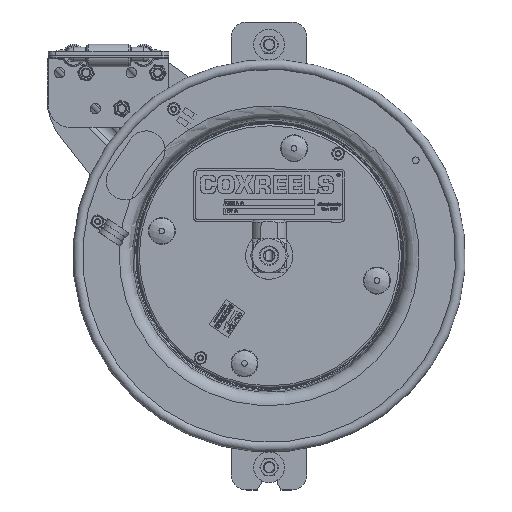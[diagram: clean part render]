
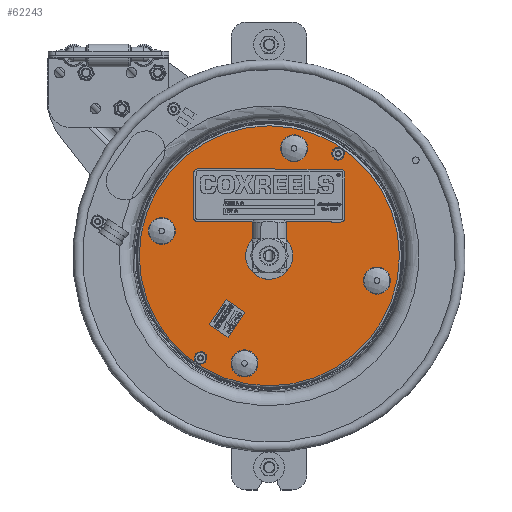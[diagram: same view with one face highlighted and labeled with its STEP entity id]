
A CAD part, top view. The second image highlights one B-rep face of the part: STEP entity #62243.
In plain terms, the highlighted planar face has unit normal (0, 0, 1).
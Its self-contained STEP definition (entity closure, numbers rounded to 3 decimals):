
#3282=FACE_BOUND('',#7650,.T.);
#3283=FACE_BOUND('',#7651,.T.);
#3284=FACE_BOUND('',#7652,.T.);
#3285=FACE_BOUND('',#7653,.T.);
#3286=FACE_BOUND('',#7654,.T.);
#3287=FACE_BOUND('',#7655,.T.);
#3288=FACE_BOUND('',#7656,.T.);
#3726=PLANE('',#65141);
#5154=FACE_OUTER_BOUND('',#7649,.T.);
#7649=EDGE_LOOP('',(#43915,#43916));
#7650=EDGE_LOOP('',(#43917));
#7651=EDGE_LOOP('',(#43918,#43919));
#7652=EDGE_LOOP('',(#43920,#43921));
#7653=EDGE_LOOP('',(#43922,#43923));
#7654=EDGE_LOOP('',(#43924,#43925));
#7655=EDGE_LOOP('',(#43926));
#7656=EDGE_LOOP('',(#43927));
#23085=CIRCLE('',#65129,0.447);
#23087=CIRCLE('',#65131,0.447);
#23091=CIRCLE('',#65138,0.447);
#23093=CIRCLE('',#65140,0.447);
#23094=CIRCLE('',#65142,4.308);
#23095=CIRCLE('',#65143,4.308);
#23096=CIRCLE('',#65144,0.656);
#23097=CIRCLE('',#65145,0.447);
#23098=CIRCLE('',#65146,0.447);
#23099=CIRCLE('',#65147,0.447);
#23100=CIRCLE('',#65148,0.447);
#23101=CIRCLE('',#65149,0.11);
#23102=CIRCLE('',#65150,0.11);
#24969=VERTEX_POINT('',#83413);
#24970=VERTEX_POINT('',#83414);
#24974=VERTEX_POINT('',#83427);
#24975=VERTEX_POINT('',#83428);
#24976=VERTEX_POINT('',#83433);
#24977=VERTEX_POINT('',#83434);
#24978=VERTEX_POINT('',#83437);
#24979=VERTEX_POINT('',#83439);
#24980=VERTEX_POINT('',#83440);
#24981=VERTEX_POINT('',#83443);
#24982=VERTEX_POINT('',#83444);
#24983=VERTEX_POINT('',#83447);
#24984=VERTEX_POINT('',#83449);
#33058=EDGE_CURVE('',#24969,#24970,#23085,.T.);
#33060=EDGE_CURVE('',#24970,#24969,#23087,.T.);
#33064=EDGE_CURVE('',#24974,#24975,#23091,.T.);
#33066=EDGE_CURVE('',#24975,#24974,#23093,.T.);
#33067=EDGE_CURVE('',#24976,#24977,#23094,.T.);
#33068=EDGE_CURVE('',#24977,#24976,#23095,.T.);
#33069=EDGE_CURVE('',#24978,#24978,#23096,.T.);
#33070=EDGE_CURVE('',#24979,#24980,#23097,.T.);
#33071=EDGE_CURVE('',#24980,#24979,#23098,.T.);
#33072=EDGE_CURVE('',#24981,#24982,#23099,.T.);
#33073=EDGE_CURVE('',#24982,#24981,#23100,.T.);
#33074=EDGE_CURVE('',#24983,#24983,#23101,.T.);
#33075=EDGE_CURVE('',#24984,#24984,#23102,.T.);
#43915=ORIENTED_EDGE('',*,*,#33067,.F.);
#43916=ORIENTED_EDGE('',*,*,#33068,.F.);
#43917=ORIENTED_EDGE('',*,*,#33069,.T.);
#43918=ORIENTED_EDGE('',*,*,#33064,.F.);
#43919=ORIENTED_EDGE('',*,*,#33066,.F.);
#43920=ORIENTED_EDGE('',*,*,#33070,.F.);
#43921=ORIENTED_EDGE('',*,*,#33071,.F.);
#43922=ORIENTED_EDGE('',*,*,#33058,.F.);
#43923=ORIENTED_EDGE('',*,*,#33060,.F.);
#43924=ORIENTED_EDGE('',*,*,#33072,.F.);
#43925=ORIENTED_EDGE('',*,*,#33073,.F.);
#43926=ORIENTED_EDGE('',*,*,#33074,.T.);
#43927=ORIENTED_EDGE('',*,*,#33075,.T.);
#62243=ADVANCED_FACE('',(#5154,#3282,#3283,#3284,#3285,#3286,#3287,#3288),
#3726,.T.);
#65129=AXIS2_PLACEMENT_3D('',#83415,#69267,#69268);
#65131=AXIS2_PLACEMENT_3D('',#83417,#69271,#69272);
#65138=AXIS2_PLACEMENT_3D('',#83429,#69285,#69286);
#65140=AXIS2_PLACEMENT_3D('',#83431,#69289,#69290);
#65141=AXIS2_PLACEMENT_3D('',#83432,#69291,#69292);
#65142=AXIS2_PLACEMENT_3D('',#83435,#69293,#69294);
#65143=AXIS2_PLACEMENT_3D('',#83436,#69295,#69296);
#65144=AXIS2_PLACEMENT_3D('',#83438,#69297,#69298);
#65145=AXIS2_PLACEMENT_3D('',#83441,#69299,#69300);
#65146=AXIS2_PLACEMENT_3D('',#83442,#69301,#69302);
#65147=AXIS2_PLACEMENT_3D('',#83445,#69303,#69304);
#65148=AXIS2_PLACEMENT_3D('',#83446,#69305,#69306);
#65149=AXIS2_PLACEMENT_3D('',#83448,#69307,#69308);
#65150=AXIS2_PLACEMENT_3D('',#83450,#69309,#69310);
#69267=DIRECTION('center_axis',(0.,0.,
1.));
#69268=DIRECTION('ref_axis',(0.94,-0.342,0.));
#69271=DIRECTION('center_axis',(0.,0.,
1.));
#69272=DIRECTION('ref_axis',(0.94,-0.342,0.));
#69285=DIRECTION('center_axis',(0.,0.,
1.));
#69286=DIRECTION('ref_axis',(0.94,-0.342,0.));
#69289=DIRECTION('center_axis',(0.,0.,
1.));
#69290=DIRECTION('ref_axis',(0.94,-0.342,0.));
#69291=DIRECTION('center_axis',(0.,0.,
1.));
#69292=DIRECTION('ref_axis',(-0.342,-0.94,0.));
#69293=DIRECTION('center_axis',(0.,0.,
-1.));
#69294=DIRECTION('ref_axis',(-0.94,0.342,0.));
#69295=DIRECTION('center_axis',(0.,0.,
-1.));
#69296=DIRECTION('ref_axis',(-0.94,0.342,0.));
#69297=DIRECTION('center_axis',(0.,0.,
-1.));
#69298=DIRECTION('ref_axis',(-0.94,0.342,0.));
#69299=DIRECTION('center_axis',(0.,0.,
1.));
#69300=DIRECTION('ref_axis',(0.94,-0.342,0.));
#69301=DIRECTION('center_axis',(0.,0.,
1.));
#69302=DIRECTION('ref_axis',(0.94,-0.342,0.));
#69303=DIRECTION('center_axis',(0.,0.,
1.));
#69304=DIRECTION('ref_axis',(0.94,-0.342,0.));
#69305=DIRECTION('center_axis',(0.,0.,
1.));
#69306=DIRECTION('ref_axis',(0.94,-0.342,0.));
#69307=DIRECTION('center_axis',(0.,0.,
-1.));
#69308=DIRECTION('ref_axis',(0.342,0.94,0.));
#69309=DIRECTION('center_axis',(0.,0.,
-1.));
#69310=DIRECTION('ref_axis',(0.342,0.94,0.));
#83413=CARTESIAN_POINT('',(-5.196,0.04,-5.53));
#83414=CARTESIAN_POINT('',(-5.463,0.612,-5.53));
#83415=CARTESIAN_POINT('Origin',(-5.616,0.192,-5.53));
#83417=CARTESIAN_POINT('Origin',(-5.616,0.192,-5.53));
#83427=CARTESIAN_POINT('',(1.927,-1.605,-5.53));
#83428=CARTESIAN_POINT('',(1.66,-1.032,-5.53));
#83429=CARTESIAN_POINT('Origin',(1.507,-1.452,-5.53));
#83431=CARTESIAN_POINT('Origin',(1.507,-1.452,-5.53));
#83432=CARTESIAN_POINT('Origin',(-4.386,0.219,-5.53));
#83433=CARTESIAN_POINT('',(-6.102,0.843,-5.53));
#83434=CARTESIAN_POINT('',(-3.528,-4.678,-5.53));
#83435=CARTESIAN_POINT('Origin',(-2.054,-0.63,-5.53));
#83436=CARTESIAN_POINT('Origin',(-2.054,-0.63,-5.53));
#83437=CARTESIAN_POINT('',(-2.671,-0.405,-5.53));
#83438=CARTESIAN_POINT('Origin',(-2.054,-0.63,-5.53));
#83439=CARTESIAN_POINT('',(-2.457,-4.344,-5.53));
#83440=CARTESIAN_POINT('',(-2.724,-3.771,-5.53));
#83441=CARTESIAN_POINT('Origin',(-2.876,-4.191,-5.53));
#83442=CARTESIAN_POINT('Origin',(-2.876,-4.191,-5.53));
#83443=CARTESIAN_POINT('',(-0.812,2.779,-5.53));
#83444=CARTESIAN_POINT('',(-1.079,3.351,-5.53));
#83445=CARTESIAN_POINT('Origin',(-1.232,2.932,-5.53));
#83446=CARTESIAN_POINT('Origin',(-1.232,2.932,-5.53));
#83447=CARTESIAN_POINT('',(0.265,2.856,-5.53));
#83448=CARTESIAN_POINT('Origin',(0.227,2.753,-5.53));
#83449=CARTESIAN_POINT('',(-4.298,-3.909,-5.53));
#83450=CARTESIAN_POINT('Origin',(-4.336,-4.012,-5.53));
